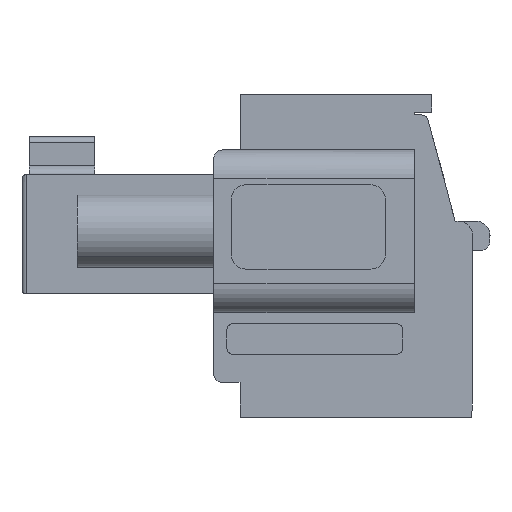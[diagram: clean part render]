
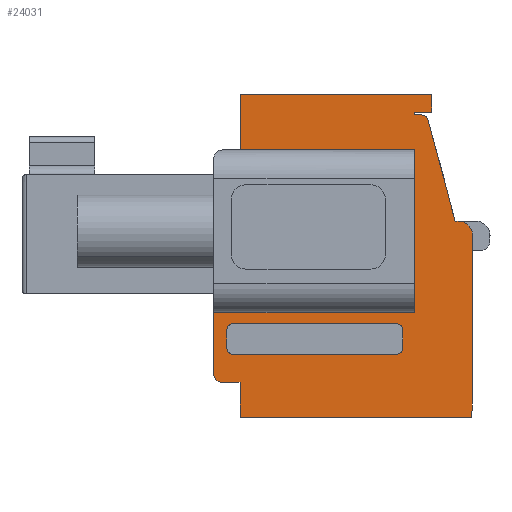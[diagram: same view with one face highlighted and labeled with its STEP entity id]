
A CAD part, left-side view. The second image highlights one B-rep face of the part: STEP entity #24031.
In plain terms, the highlighted planar face has unit normal (-1, 0, 0).
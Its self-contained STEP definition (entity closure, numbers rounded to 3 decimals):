
#336=DIRECTION('',(0.,0.,-1.));
#337=VECTOR('',#336,2.1);
#338=CARTESIAN_POINT('',(4.83,9.501,3.6));
#339=LINE('',#338,#337);
#343=DIRECTION('',(0.,1.,0.));
#344=VECTOR('',#343,6.9);
#345=CARTESIAN_POINT('',(4.83,2.601,3.6));
#346=LINE('',#345,#344);
#350=DIRECTION('',(0.,0.,-1.));
#351=VECTOR('',#350,5.6);
#352=CARTESIAN_POINT('',(4.83,2.601,9.2));
#353=LINE('',#352,#351);
#357=DIRECTION('',(0.,-1.,0.));
#358=VECTOR('',#357,6.);
#359=CARTESIAN_POINT('',(4.83,8.601,9.2));
#360=LINE('',#359,#358);
#364=DIRECTION('',(0.,1.,0.));
#365=VECTOR('',#364,6.6);
#366=CARTESIAN_POINT('',(4.83,2.001,11.1));
#367=LINE('',#366,#365);
#371=DIRECTION('',(0.,0.996,0.087));
#372=VECTOR('',#371,0.287);
#373=CARTESIAN_POINT('',(4.83,2.315,10.399));
#374=LINE('',#373,#372);
#378=CARTESIAN_POINT('',(4.83,2.333,10.199));
#379=DIRECTION('',(-1.,0.,0.));
#380=DIRECTION('',(0.,-0.966,0.259));
#381=AXIS2_PLACEMENT_3D('',#378,#379,#380);
#386=DIRECTION('',(0.,0.259,0.966));
#387=VECTOR('',#386,3.625);
#388=CARTESIAN_POINT('',(4.83,1.201,6.75));
#389=LINE('',#388,#387);
#393=DIRECTION('',(0.,1.,0.));
#394=VECTOR('',#393,0.1);
#395=CARTESIAN_POINT('',(4.83,1.101,6.75));
#396=LINE('',#395,#394);
#400=CARTESIAN_POINT('',(4.83,1.101,6.25));
#401=DIRECTION('',(-1.,0.,0.));
#402=DIRECTION('',(0.,-1.,0.));
#403=AXIS2_PLACEMENT_3D('',#400,#401,#402);
#408=DIRECTION('',(0.,0.,1.));
#409=VECTOR('',#408,5.65);
#410=CARTESIAN_POINT('',(4.83,0.601,0.6));
#411=LINE('',#410,#409);
#415=DIRECTION('',(0.,-0.052,0.999));
#416=VECTOR('',#415,0.601);
#417=CARTESIAN_POINT('',(4.83,0.633,0.));
#418=LINE('',#417,#416);
#422=CARTESIAN_POINT('',(4.83,9.201,1.5));
#423=DIRECTION('',(-1.,0.,0.));
#424=DIRECTION('',(0.,1.,0.));
#425=AXIS2_PLACEMENT_3D('',#422,#423,#424);
#430=CARTESIAN_POINT('',(4.83,8.851,3.017));
#431=DIRECTION('',(1.,0.,0.));
#432=DIRECTION('',(0.,1.,0.));
#433=AXIS2_PLACEMENT_3D('',#430,#431,#432);
#438=DIRECTION('',(0.,0.,1.));
#439=VECTOR('',#438,0.647);
#440=CARTESIAN_POINT('',(4.83,9.051,2.37));
#441=LINE('',#440,#439);
#445=CARTESIAN_POINT('',(4.83,8.851,2.37));
#446=DIRECTION('',(1.,0.,0.));
#447=DIRECTION('',(0.,0.,-1.));
#448=AXIS2_PLACEMENT_3D('',#445,#446,#447);
#453=DIRECTION('',(0.,1.,0.));
#454=VECTOR('',#453,5.644);
#455=CARTESIAN_POINT('',(4.83,3.207,2.17));
#456=LINE('',#455,#454);
#460=CARTESIAN_POINT('',(4.83,3.207,2.37));
#461=DIRECTION('',(1.,0.,0.));
#462=DIRECTION('',(0.,-1.,0.));
#463=AXIS2_PLACEMENT_3D('',#460,#461,#462);
#468=DIRECTION('',(0.,0.,-1.));
#469=VECTOR('',#468,0.647);
#470=CARTESIAN_POINT('',(4.83,3.007,3.017));
#471=LINE('',#470,#469);
#475=CARTESIAN_POINT('',(4.83,3.207,3.017));
#476=DIRECTION('',(1.,0.,0.));
#477=DIRECTION('',(0.,0.,1.));
#478=AXIS2_PLACEMENT_3D('',#475,#476,#477);
#3826=DIRECTION('',(0.,0.,-1.));
#3827=VECTOR('',#3826,0.076);
#3828=CARTESIAN_POINT('',(4.83,2.601,10.5));
#3829=LINE('',#3828,#3827);
#3854=DIRECTION('',(0.,1.,0.));
#3855=VECTOR('',#3854,0.6);
#3856=CARTESIAN_POINT('',(4.83,2.001,10.5));
#3857=LINE('',#3856,#3855);
#3868=DIRECTION('',(0.,0.,-1.));
#3869=VECTOR('',#3868,0.6);
#3870=CARTESIAN_POINT('',(4.83,2.001,11.1));
#3871=LINE('',#3870,#3869);
#11557=DIRECTION('',(0.,1.,0.));
#11558=VECTOR('',#11557,7.969);
#11559=CARTESIAN_POINT('',(4.83,0.633,0.));
#11560=LINE('',#11559,#11558);
#11788=DIRECTION('',(0.,0.,1.));
#11789=VECTOR('',#11788,1.2);
#11790=CARTESIAN_POINT('',(4.83,8.601,0.));
#11791=LINE('',#11790,#11789);
#11851=DIRECTION('',(0.,1.,0.));
#11852=VECTOR('',#11851,0.6);
#11853=CARTESIAN_POINT('',(4.83,8.601,1.2));
#11854=LINE('',#11853,#11852);
#18445=DIRECTION('',(0.,0.,1.));
#18446=VECTOR('',#18445,1.9);
#18447=CARTESIAN_POINT('',(4.83,8.601,9.2));
#18448=LINE('',#18447,#18446);
#20511=DIRECTION('',(0.,1.,0.));
#20512=VECTOR('',#20511,5.644);
#20513=CARTESIAN_POINT('',(4.83,3.207,3.217));
#20514=LINE('',#20513,#20512);
#23068=CARTESIAN_POINT('',(4.83,8.601,1.2));
#23069=CARTESIAN_POINT('',(4.83,9.201,1.2));
#23070=VERTEX_POINT('',#23068);
#23071=VERTEX_POINT('',#23069);
#23086=CARTESIAN_POINT('',(4.83,8.601,11.1));
#23087=VERTEX_POINT('',#23086);
#23088=CARTESIAN_POINT('',(4.83,2.001,11.1));
#23089=VERTEX_POINT('',#23088);
#23094=CARTESIAN_POINT('',(4.83,0.633,0.));
#23095=CARTESIAN_POINT('',(4.83,0.601,0.6));
#23096=VERTEX_POINT('',#23094);
#23097=VERTEX_POINT('',#23095);
#23100=CARTESIAN_POINT('',(4.83,8.601,9.2));
#23101=VERTEX_POINT('',#23100);
#23110=CARTESIAN_POINT('',(4.83,2.601,9.2));
#23111=VERTEX_POINT('',#23110);
#23124=CARTESIAN_POINT('',(4.83,9.501,3.6));
#23126=VERTEX_POINT('',#23124);
#23137=CARTESIAN_POINT('',(4.83,9.501,1.5));
#23138=VERTEX_POINT('',#23137);
#23167=CARTESIAN_POINT('',(4.83,2.315,10.399));
#23168=CARTESIAN_POINT('',(4.83,2.601,10.424));
#23169=VERTEX_POINT('',#23167);
#23170=VERTEX_POINT('',#23168);
#23177=CARTESIAN_POINT('',(4.83,0.601,6.25));
#23179=VERTEX_POINT('',#23177);
#23198=CARTESIAN_POINT('',(4.83,1.201,6.75));
#23199=VERTEX_POINT('',#23198);
#23200=CARTESIAN_POINT('',(4.83,1.101,6.75));
#23201=VERTEX_POINT('',#23200);
#23210=CARTESIAN_POINT('',(4.83,8.601,0.));
#23211=VERTEX_POINT('',#23210);
#23216=CARTESIAN_POINT('',(4.83,2.14,10.251));
#23217=VERTEX_POINT('',#23216);
#23218=CARTESIAN_POINT('',(4.83,3.007,3.017));
#23219=CARTESIAN_POINT('',(4.83,3.007,2.37));
#23220=VERTEX_POINT('',#23218);
#23221=VERTEX_POINT('',#23219);
#23226=CARTESIAN_POINT('',(4.83,3.207,2.17));
#23227=CARTESIAN_POINT('',(4.83,8.851,2.17));
#23228=VERTEX_POINT('',#23226);
#23229=VERTEX_POINT('',#23227);
#23236=CARTESIAN_POINT('',(4.83,2.601,10.5));
#23237=VERTEX_POINT('',#23236);
#23238=CARTESIAN_POINT('',(4.83,2.001,10.5));
#23239=VERTEX_POINT('',#23238);
#23240=CARTESIAN_POINT('',(4.83,2.601,3.6));
#23241=VERTEX_POINT('',#23240);
#23242=CARTESIAN_POINT('',(4.83,3.207,3.217));
#23243=CARTESIAN_POINT('',(4.83,8.851,3.217));
#23244=VERTEX_POINT('',#23242);
#23245=VERTEX_POINT('',#23243);
#23246=CARTESIAN_POINT('',(4.83,9.051,2.37));
#23247=VERTEX_POINT('',#23246);
#23248=CARTESIAN_POINT('',(4.83,9.051,3.017));
#23249=VERTEX_POINT('',#23248);
#23969=CARTESIAN_POINT('',(4.83,2.963,1.605));
#23970=DIRECTION('',(-1.,0.,0.));
#23971=DIRECTION('',(0.,-1.,0.));
#23972=AXIS2_PLACEMENT_3D('',#23969,#23970,#23971);
#23973=PLANE('',#23972);
#23974=ORIENTED_EDGE('',*,*,#23842,.F.);
#23975=ORIENTED_EDGE('',*,*,#23936,.F.);
#23976=ORIENTED_EDGE('',*,*,#23949,.F.);
#23978=ORIENTED_EDGE('',*,*,#23977,.F.);
#23980=ORIENTED_EDGE('',*,*,#23979,.T.);
#23982=ORIENTED_EDGE('',*,*,#23981,.F.);
#23984=ORIENTED_EDGE('',*,*,#23983,.T.);
#23986=ORIENTED_EDGE('',*,*,#23985,.T.);
#23988=ORIENTED_EDGE('',*,*,#23987,.T.);
#23990=ORIENTED_EDGE('',*,*,#23989,.F.);
#23992=ORIENTED_EDGE('',*,*,#23991,.F.);
#23994=ORIENTED_EDGE('',*,*,#23993,.F.);
#23996=ORIENTED_EDGE('',*,*,#23995,.F.);
#23998=ORIENTED_EDGE('',*,*,#23997,.F.);
#24000=ORIENTED_EDGE('',*,*,#23999,.F.);
#24002=ORIENTED_EDGE('',*,*,#24001,.F.);
#24004=ORIENTED_EDGE('',*,*,#24003,.T.);
#24006=ORIENTED_EDGE('',*,*,#24005,.T.);
#24008=ORIENTED_EDGE('',*,*,#24007,.T.);
#24010=ORIENTED_EDGE('',*,*,#24009,.F.);
#24011=EDGE_LOOP('',(#23974,#23975,#23976,#23978,#23980,#23982,#23984,#23986,
#23988,#23990,#23992,#23994,#23996,#23998,#24000,#24002,#24004,#24006,#24008,
#24010));
#24012=FACE_OUTER_BOUND('',#24011,.F.);
#24014=ORIENTED_EDGE('',*,*,#24013,.T.);
#24016=ORIENTED_EDGE('',*,*,#24015,.F.);
#24018=ORIENTED_EDGE('',*,*,#24017,.F.);
#24020=ORIENTED_EDGE('',*,*,#24019,.F.);
#24022=ORIENTED_EDGE('',*,*,#24021,.F.);
#24024=ORIENTED_EDGE('',*,*,#24023,.F.);
#24026=ORIENTED_EDGE('',*,*,#24025,.F.);
#24028=ORIENTED_EDGE('',*,*,#24027,.F.);
#24029=EDGE_LOOP('',(#24014,#24016,#24018,#24020,#24022,#24024,#24026,#24028));
#24030=FACE_BOUND('',#24029,.F.);
#24031=ADVANCED_FACE('',(#24012,#24030),#23973,.T.);
#382=CIRCLE('',#381,0.2);
#404=CIRCLE('',#403,0.5);
#426=CIRCLE('',#425,0.3);
#434=CIRCLE('',#433,0.2);
#449=CIRCLE('',#448,0.2);
#464=CIRCLE('',#463,0.2);
#479=CIRCLE('',#478,0.2);
#23842=EDGE_CURVE('',#23126,#23138,#339,.T.);
#23936=EDGE_CURVE('',#23241,#23126,#346,.T.);
#23949=EDGE_CURVE('',#23111,#23241,#353,.T.);
#23977=EDGE_CURVE('',#23101,#23111,#360,.T.);
#23979=EDGE_CURVE('',#23101,#23087,#18448,.T.);
#23981=EDGE_CURVE('',#23089,#23087,#367,.T.);
#23983=EDGE_CURVE('',#23089,#23239,#3871,.T.);
#23985=EDGE_CURVE('',#23239,#23237,#3857,.T.);
#23987=EDGE_CURVE('',#23237,#23170,#3829,.T.);
#23989=EDGE_CURVE('',#23169,#23170,#374,.T.);
#23991=EDGE_CURVE('',#23217,#23169,#382,.T.);
#23993=EDGE_CURVE('',#23199,#23217,#389,.T.);
#23995=EDGE_CURVE('',#23201,#23199,#396,.T.);
#23997=EDGE_CURVE('',#23179,#23201,#404,.T.);
#23999=EDGE_CURVE('',#23097,#23179,#411,.T.);
#24001=EDGE_CURVE('',#23096,#23097,#418,.T.);
#24003=EDGE_CURVE('',#23096,#23211,#11560,.T.);
#24005=EDGE_CURVE('',#23211,#23070,#11791,.T.);
#24007=EDGE_CURVE('',#23070,#23071,#11854,.T.);
#24009=EDGE_CURVE('',#23138,#23071,#426,.T.);
#24013=EDGE_CURVE('',#23244,#23245,#20514,.T.);
#24015=EDGE_CURVE('',#23249,#23245,#434,.T.);
#24017=EDGE_CURVE('',#23247,#23249,#441,.T.);
#24019=EDGE_CURVE('',#23229,#23247,#449,.T.);
#24021=EDGE_CURVE('',#23228,#23229,#456,.T.);
#24023=EDGE_CURVE('',#23221,#23228,#464,.T.);
#24025=EDGE_CURVE('',#23220,#23221,#471,.T.);
#24027=EDGE_CURVE('',#23244,#23220,#479,.T.);
